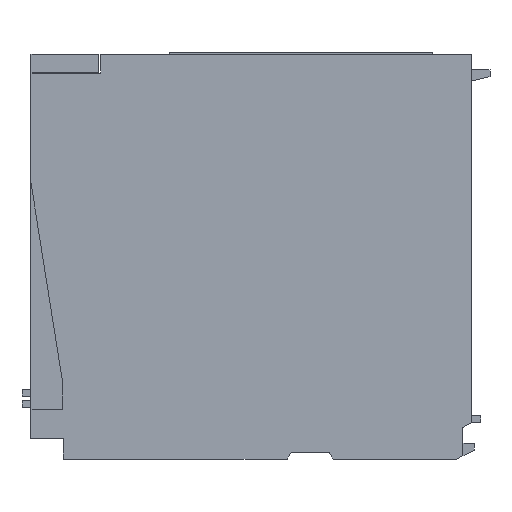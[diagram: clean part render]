
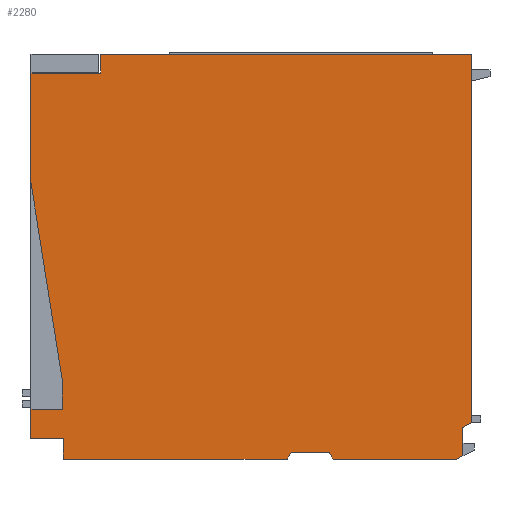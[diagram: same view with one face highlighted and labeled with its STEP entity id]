
A CAD part, left-side view. The second image highlights one B-rep face of the part: STEP entity #2280.
In plain terms, the highlighted planar face has unit normal (-1, 0, 0).
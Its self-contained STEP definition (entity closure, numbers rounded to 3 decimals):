
#272 = DIRECTION ( 'NONE',  ( 0., 1., 0. ) ) ;
#273 = VECTOR ( 'NONE', #272, 1000. ) ;
#274 = CARTESIAN_POINT ( 'NONE',  ( -13.7, 49., 90. ) ) ;
#275 = LINE ( 'NONE', #274, #273 ) ;
#301 = LINE ( 'NONE', #363, #362 ) ;
#302 = CARTESIAN_POINT ( 'NONE',  ( -13.7, -45.536, 0. ) ) ;
#304 = CARTESIAN_POINT ( 'NONE',  ( -13.7, -47., 7. ) ) ;
#305 = CARTESIAN_POINT ( 'NONE',  ( -13.7, -49., 8.155 ) ) ;
#306 = DIRECTION ( 'NONE',  ( 0., 0.866, -0.5 ) ) ;
#307 = VECTOR ( 'NONE', #306, 1000. ) ;
#308 = CARTESIAN_POINT ( 'NONE',  ( -13.7, 3.566, -22.194 ) ) ;
#309 = LINE ( 'NONE', #308, #307 ) ;
#310 = CARTESIAN_POINT ( 'NONE',  ( -13.7, 33.5, 90. ) ) ;
#320 = CARTESIAN_POINT ( 'NONE',  ( -13.7, -49., 90. ) ) ;
#321 = DIRECTION ( 'NONE',  ( 0., 0., 1. ) ) ;
#322 = VECTOR ( 'NONE', #321, 1000. ) ;
#323 = CARTESIAN_POINT ( 'NONE',  ( -13.7, -49., 56.5 ) ) ;
#324 = LINE ( 'NONE', #323, #322 ) ;
#325 = DIRECTION ( 'NONE',  ( 0., 0., 1. ) ) ;
#326 = VECTOR ( 'NONE', #325, 1000. ) ;
#327 = CARTESIAN_POINT ( 'NONE',  ( -13.7, 33.5, 90. ) ) ;
#328 = LINE ( 'NONE', #327, #326 ) ;
#352 = DIRECTION ( 'NONE',  ( 0., -1., 0. ) ) ;
#353 = VECTOR ( 'NONE', #352, 1000. ) ;
#354 = CARTESIAN_POINT ( 'NONE',  ( -13.7, 49., 0. ) ) ;
#355 = LINE ( 'NONE', #354, #353 ) ;
#356 = DIRECTION ( 'NONE',  ( 0., 0., -1. ) ) ;
#357 = VECTOR ( 'NONE', #356, 1000. ) ;
#358 = CARTESIAN_POINT ( 'NONE',  ( -13.7, -47., 56.5 ) ) ;
#359 = LINE ( 'NONE', #358, #357 ) ;
#360 = CARTESIAN_POINT ( 'NONE',  ( -13.7, -47., 0.739 ) ) ;
#361 = DIRECTION ( 'NONE',  ( 0., 0.893, -0.45 ) ) ;
#362 = VECTOR ( 'NONE', #361, 1000. ) ;
#363 = CARTESIAN_POINT ( 'NONE',  ( -13.7, 7.097, -26.555 ) ) ;
#712 = CARTESIAN_POINT ( 'NONE',  ( -13.7, 41.8, 4.6 ) ) ;
#747 = DIRECTION ( 'NONE',  ( 0., -0.156, -0.988 ) ) ;
#748 = VECTOR ( 'NONE', #747, 1000. ) ;
#749 = CARTESIAN_POINT ( 'NONE',  ( -13.7, 49., 61.396 ) ) ;
#750 = LINE ( 'NONE', #749, #748 ) ;
#751 = CARTESIAN_POINT ( 'NONE',  ( -13.7, 42., 17.2 ) ) ;
#752 = CARTESIAN_POINT ( 'NONE',  ( -13.7, 33.5, 85.8 ) ) ;
#753 = DIRECTION ( 'NONE',  ( 0., 1., 0. ) ) ;
#754 = VECTOR ( 'NONE', #753, 1000. ) ;
#755 = CARTESIAN_POINT ( 'NONE',  ( -13.7, 49., 4.6 ) ) ;
#756 = LINE ( 'NONE', #755, #754 ) ;
#757 = DIRECTION ( 'NONE',  ( 0., -1., 0. ) ) ;
#758 = VECTOR ( 'NONE', #757, 1000. ) ;
#759 = CARTESIAN_POINT ( 'NONE',  ( -13.7, 49., 11.1 ) ) ;
#760 = LINE ( 'NONE', #759, #758 ) ;
#761 = CARTESIAN_POINT ( 'NONE',  ( -13.7, 42., 11.1 ) ) ;
#762 = DIRECTION ( 'NONE',  ( 0., 0., 1. ) ) ;
#763 = VECTOR ( 'NONE', #762, 1000. ) ;
#764 = CARTESIAN_POINT ( 'NONE',  ( -13.7, 42., 11.1 ) ) ;
#765 = LINE ( 'NONE', #764, #763 ) ;
#771 = DIRECTION ( 'NONE',  ( 0., 0., 1. ) ) ;
#772 = VECTOR ( 'NONE', #771, 1000. ) ;
#773 = CARTESIAN_POINT ( 'NONE',  ( -13.7, 41.8, 56.5 ) ) ;
#774 = LINE ( 'NONE', #773, #772 ) ;
#775 = CARTESIAN_POINT ( 'NONE',  ( -13.7, 49., 11.1 ) ) ;
#776 = DIRECTION ( 'NONE',  ( 0., 0., -1. ) ) ;
#777 = VECTOR ( 'NONE', #776, 1000. ) ;
#778 = CARTESIAN_POINT ( 'NONE',  ( -13.7, 49., 56.5 ) ) ;
#779 = LINE ( 'NONE', #778, #777 ) ;
#780 = CARTESIAN_POINT ( 'NONE',  ( -13.7, 49., 4.6 ) ) ;
#790 = DIRECTION ( 'NONE',  ( 0., -1., 0. ) ) ;
#791 = VECTOR ( 'NONE', #790, 1000. ) ;
#792 = CARTESIAN_POINT ( 'NONE',  ( -13.7, 34., 85.8 ) ) ;
#793 = LINE ( 'NONE', #792, #791 ) ;
#794 = DIRECTION ( 'NONE',  ( 0., 0., 1. ) ) ;
#795 = DIRECTION ( 'NONE',  ( -1., 0., 0. ) ) ;
#796 = CARTESIAN_POINT ( 'NONE',  ( -13.7, 49., 56.5 ) ) ;
#797 = AXIS2_PLACEMENT_3D ( 'NONE', #796, #795, #794 ) ;
#798 = PLANE ( 'NONE',  #797 ) ;
#799 = FACE_OUTER_BOUND ( 'NONE', #2281, .T. ) ;
#800 = DIRECTION ( 'NONE',  ( 0., 0., -1. ) ) ;
#801 = VECTOR ( 'NONE', #800, 1000. ) ;
#802 = CARTESIAN_POINT ( 'NONE',  ( -13.7, 49., 56.5 ) ) ;
#803 = LINE ( 'NONE', #802, #801 ) ;
#804 = CARTESIAN_POINT ( 'NONE',  ( -13.7, 49., 61.396 ) ) ;
#810 = CARTESIAN_POINT ( 'NONE',  ( -13.7, -18.152, 0. ) ) ;
#811 = DIRECTION ( 'NONE',  ( 0., 0.5, 0.866 ) ) ;
#812 = VECTOR ( 'NONE', #811, 1000. ) ;
#813 = CARTESIAN_POINT ( 'NONE',  ( -13.7, 23.101, 71.453 ) ) ;
#814 = LINE ( 'NONE', #813, #812 ) ;
#815 = CARTESIAN_POINT ( 'NONE',  ( -13.7, -17.286, 1.5 ) ) ;
#816 = DIRECTION ( 'NONE',  ( 0., 1., 0. ) ) ;
#817 = VECTOR ( 'NONE', #816, 1000. ) ;
#818 = CARTESIAN_POINT ( 'NONE',  ( -13.7, 49., 1.5 ) ) ;
#819 = LINE ( 'NONE', #818, #817 ) ;
#820 = CARTESIAN_POINT ( 'NONE',  ( -13.7, -8.786, 1.5 ) ) ;
#821 = DIRECTION ( 'NONE',  ( 0., 0.5, -0.866 ) ) ;
#822 = VECTOR ( 'NONE', #821, 1000. ) ;
#823 = CARTESIAN_POINT ( 'NONE',  ( -13.7, -18.155, 17.728 ) ) ;
#824 = LINE ( 'NONE', #823, #822 ) ;
#869 = CARTESIAN_POINT ( 'NONE',  ( -13.7, 49., 85.8 ) ) ;
#870 = CARTESIAN_POINT ( 'NONE',  ( -13.7, -7.92, 0. ) ) ;
#871 = DIRECTION ( 'NONE',  ( 0., -1., 0. ) ) ;
#872 = VECTOR ( 'NONE', #871, 1000. ) ;
#873 = CARTESIAN_POINT ( 'NONE',  ( -13.7, 49., 0. ) ) ;
#874 = LINE ( 'NONE', #873, #872 ) ;
#875 = CARTESIAN_POINT ( 'NONE',  ( -13.7, 41.8, 0. ) ) ;
#2005 = EDGE_CURVE ( 'NONE', #2016, #2022, #275, .T. ) ;
#2006 = ORIENTED_EDGE ( 'NONE', *, *, #2011, .F. ) ;
#2011 = EDGE_CURVE ( 'NONE', #2271, #2022, #328, .T. ) ;
#2012 = ORIENTED_EDGE ( 'NONE', *, *, #2005, .T. ) ;
#2013 = ORIENTED_EDGE ( 'NONE', *, *, #2015, .T. ) ;
#2015 = EDGE_CURVE ( 'NONE', #2024, #2016, #324, .T. ) ;
#2016 = VERTEX_POINT ( 'NONE', #320 ) ;
#2022 = VERTEX_POINT ( 'NONE', #310 ) ;
#2023 = EDGE_CURVE ( 'NONE', #2024, #2027, #309, .T. ) ;
#2024 = VERTEX_POINT ( 'NONE', #305 ) ;
#2025 = ORIENTED_EDGE ( 'NONE', *, *, #2030, .F. ) ;
#2026 = ORIENTED_EDGE ( 'NONE', *, *, #2032, .F. ) ;
#2027 = VERTEX_POINT ( 'NONE', #304 ) ;
#2029 = VERTEX_POINT ( 'NONE', #302 ) ;
#2030 = EDGE_CURVE ( 'NONE', #2031, #2029, #301, .T. ) ;
#2031 = VERTEX_POINT ( 'NONE', #360 ) ;
#2032 = EDGE_CURVE ( 'NONE', #2027, #2031, #359, .T. ) ;
#2033 = ORIENTED_EDGE ( 'NONE', *, *, #2023, .F. ) ;
#2034 = EDGE_CURVE ( 'NONE', #2307, #2029, #355, .T. ) ;
#2258 = VERTEX_POINT ( 'NONE', #712 ) ;
#2259 = ORIENTED_EDGE ( 'NONE', *, *, #2260, .F. ) ;
#2260 = EDGE_CURVE ( 'NONE', #2346, #2258, #774, .T. ) ;
#2263 = ORIENTED_EDGE ( 'NONE', *, *, #2264, .F. ) ;
#2264 = EDGE_CURVE ( 'NONE', #2265, #2273, #765, .T. ) ;
#2265 = VERTEX_POINT ( 'NONE', #761 ) ;
#2266 = ORIENTED_EDGE ( 'NONE', *, *, #2267, .F. ) ;
#2267 = EDGE_CURVE ( 'NONE', #2291, #2265, #760, .T. ) ;
#2268 = ORIENTED_EDGE ( 'NONE', *, *, #2290, .T. ) ;
#2269 = ORIENTED_EDGE ( 'NONE', *, *, #2270, .F. ) ;
#2270 = EDGE_CURVE ( 'NONE', #2258, #2288, #756, .T. ) ;
#2271 = VERTEX_POINT ( 'NONE', #752 ) ;
#2272 = ORIENTED_EDGE ( 'NONE', *, *, #2279, .T. ) ;
#2273 = VERTEX_POINT ( 'NONE', #751 ) ;
#2274 = ORIENTED_EDGE ( 'NONE', *, *, #2275, .T. ) ;
#2275 = EDGE_CURVE ( 'NONE', #2277, #2273, #750, .T. ) ;
#2277 = VERTEX_POINT ( 'NONE', #804 ) ;
#2279 = EDGE_CURVE ( 'NONE', #2350, #2277, #803, .T. ) ;
#2280 = ADVANCED_FACE ( 'NONE', ( #799 ), #798, .T. ) ;
#2281 = EDGE_LOOP ( 'NONE', ( #2282, #2272, #2274, #2263, #2266, #2268, #2269, #2259, #2347, #2299, #2302, #2305, #2308, #2025, #2026, #2033, #2013, #2012, #2006 ) ) ;
#2282 = ORIENTED_EDGE ( 'NONE', *, *, #2283, .F. ) ;
#2283 = EDGE_CURVE ( 'NONE', #2350, #2271, #793, .T. ) ;
#2288 = VERTEX_POINT ( 'NONE', #780 ) ;
#2290 = EDGE_CURVE ( 'NONE', #2291, #2288, #779, .T. ) ;
#2291 = VERTEX_POINT ( 'NONE', #775 ) ;
#2299 = ORIENTED_EDGE ( 'NONE', *, *, #2300, .F. ) ;
#2300 = EDGE_CURVE ( 'NONE', #2301, #2349, #824, .T. ) ;
#2301 = VERTEX_POINT ( 'NONE', #820 ) ;
#2302 = ORIENTED_EDGE ( 'NONE', *, *, #2303, .F. ) ;
#2303 = EDGE_CURVE ( 'NONE', #2304, #2301, #819, .T. ) ;
#2304 = VERTEX_POINT ( 'NONE', #815 ) ;
#2305 = ORIENTED_EDGE ( 'NONE', *, *, #2306, .F. ) ;
#2306 = EDGE_CURVE ( 'NONE', #2307, #2304, #814, .T. ) ;
#2307 = VERTEX_POINT ( 'NONE', #810 ) ;
#2308 = ORIENTED_EDGE ( 'NONE', *, *, #2034, .T. ) ;
#2346 = VERTEX_POINT ( 'NONE', #875 ) ;
#2347 = ORIENTED_EDGE ( 'NONE', *, *, #2348, .T. ) ;
#2348 = EDGE_CURVE ( 'NONE', #2346, #2349, #874, .T. ) ;
#2349 = VERTEX_POINT ( 'NONE', #870 ) ;
#2350 = VERTEX_POINT ( 'NONE', #869 ) ;
